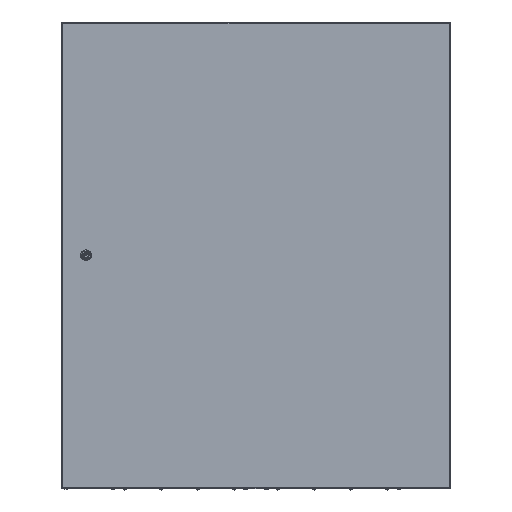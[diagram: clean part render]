
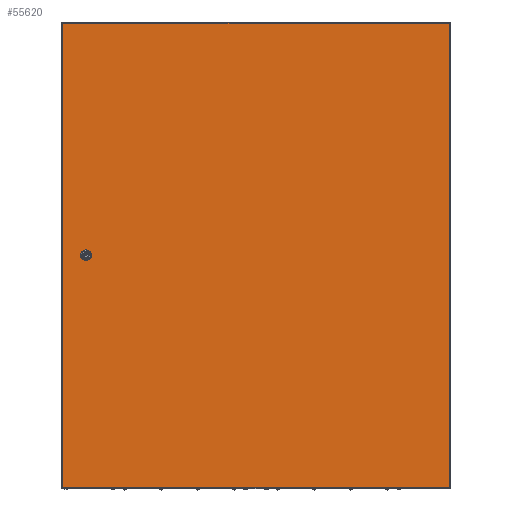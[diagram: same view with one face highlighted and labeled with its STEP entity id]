
A CAD part, top view. The second image highlights one B-rep face of the part: STEP entity #55620.
In plain terms, the highlighted planar face has unit normal (0, 0, 1).
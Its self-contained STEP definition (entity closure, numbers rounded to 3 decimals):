
#274 = CARTESIAN_POINT ( 'NONE',  ( 72.92, 605.056, 17.5 ) ) ;
#509 = LINE ( 'NONE', #14137, #27921 ) ;
#1667 = CARTESIAN_POINT ( 'NONE',  ( 52.82, 594.944, 17.5 ) ) ;
#1715 = EDGE_CURVE ( 'NONE', #46247, #70360, #509, .T. ) ;
#2799 = CARTESIAN_POINT ( 'NONE',  ( 997.37, 1197., 17.5 ) ) ;
#3022 = VERTEX_POINT ( 'NONE', #26453 ) ;
#3095 = ORIENTED_EDGE ( 'NONE', *, *, #23515, .F. ) ;
#3231 = CARTESIAN_POINT ( 'NONE',  ( 67.926, 610.05, 17.5 ) ) ;
#4931 = CIRCLE ( 'NONE', #74894, 11.25 ) ;
#6436 = CARTESIAN_POINT ( 'NONE',  ( 72.92, 594.944, 17.5 ) ) ;
#6535 = EDGE_CURVE ( 'NONE', #37015, #54085, #4931, .T. ) ;
#6788 = CARTESIAN_POINT ( 'NONE',  ( 2.87, 1197., 17.5 ) ) ;
#7567 = AXIS2_PLACEMENT_3D ( 'NONE', #12326, #48707, #31245 ) ;
#7850 = ORIENTED_EDGE ( 'NONE', *, *, #63782, .T. ) ;
#8167 = VECTOR ( 'NONE', #55156, 1000. ) ;
#8890 = EDGE_CURVE ( 'NONE', #3022, #44160, #11904, .T. ) ;
#9132 = CARTESIAN_POINT ( 'NONE',  ( 62.87, 600., 17.5 ) ) ;
#9280 = CARTESIAN_POINT ( 'NONE',  ( 62.87, 600., 17.5 ) ) ;
#9565 = VECTOR ( 'NONE', #55736, 1000. ) ;
#9838 = CARTESIAN_POINT ( 'NONE',  ( 67.926, 589.95, 17.5 ) ) ;
#10381 = ORIENTED_EDGE ( 'NONE', *, *, #1715, .F. ) ;
#11904 = LINE ( 'NONE', #63557, #60828 ) ;
#12326 = CARTESIAN_POINT ( 'NONE',  ( 0., 0., 17.5 ) ) ;
#14137 = CARTESIAN_POINT ( 'NONE',  ( 72.92, 594.944, 17.5 ) ) ;
#14287 = ORIENTED_EDGE ( 'NONE', *, *, #22593, .F. ) ;
#14965 = EDGE_CURVE ( 'NONE', #59730, #37015, #27110, .T. ) ;
#17088 = DIRECTION ( 'NONE',  ( 1., 0., 0. ) ) ;
#17598 = CIRCLE ( 'NONE', #63818, 11.25 ) ;
#18089 = PLANE ( 'NONE',  #7567 ) ;
#18948 = AXIS2_PLACEMENT_3D ( 'NONE', #37525, #49963, #62008 ) ;
#20305 = CARTESIAN_POINT ( 'NONE',  ( 52.82, 605.056, 17.5 ) ) ;
#20324 = DIRECTION ( 'NONE',  ( 0., 1., 0. ) ) ;
#20573 = ORIENTED_EDGE ( 'NONE', *, *, #77398, .T. ) ;
#22593 = EDGE_CURVE ( 'NONE', #54085, #75264, #49160, .T. ) ;
#23515 = EDGE_CURVE ( 'NONE', #69318, #46247, #63823, .T. ) ;
#25183 = ORIENTED_EDGE ( 'NONE', *, *, #49740, .F. ) ;
#26453 = CARTESIAN_POINT ( 'NONE',  ( 2.87, 1197., 17.5 ) ) ;
#27110 = LINE ( 'NONE', #46506, #29781 ) ;
#27510 = DIRECTION ( 'NONE',  ( -1., 0., 0. ) ) ;
#27921 = VECTOR ( 'NONE', #20324, 1000. ) ;
#28505 = CARTESIAN_POINT ( 'NONE',  ( 2.87, 3., 17.5 ) ) ;
#29724 = DIRECTION ( 'NONE',  ( 0., 0., 1. ) ) ;
#29781 = VECTOR ( 'NONE', #27510, 1000. ) ;
#29994 = CARTESIAN_POINT ( 'NONE',  ( 2.87, 3., 17.5 ) ) ;
#31245 = DIRECTION ( 'NONE',  ( 1., 0., 0. ) ) ;
#32626 = CARTESIAN_POINT ( 'NONE',  ( 997.37, 3., 17.5 ) ) ;
#35231 = DIRECTION ( 'NONE',  ( 1., 0., 0. ) ) ;
#35402 = VECTOR ( 'NONE', #17088, 1000. ) ;
#36656 = FACE_BOUND ( 'NONE', #53253, .T. ) ;
#37015 = VERTEX_POINT ( 'NONE', #71432 ) ;
#37525 = CARTESIAN_POINT ( 'NONE',  ( 62.87, 600., 17.5 ) ) ;
#40084 = LINE ( 'NONE', #28505, #45858 ) ;
#41021 = DIRECTION ( 'NONE',  ( 0., 0., 1. ) ) ;
#41701 = DIRECTION ( 'NONE',  ( 1., 0., 0. ) ) ;
#44160 = VERTEX_POINT ( 'NONE', #29994 ) ;
#45858 = VECTOR ( 'NONE', #64948, 1000. ) ;
#46247 = VERTEX_POINT ( 'NONE', #6436 ) ;
#46506 = CARTESIAN_POINT ( 'NONE',  ( 67.926, 610.05, 17.5 ) ) ;
#47180 = VERTEX_POINT ( 'NONE', #32626 ) ;
#48250 = CARTESIAN_POINT ( 'NONE',  ( 997.37, 1197., 17.5 ) ) ;
#48707 = DIRECTION ( 'NONE',  ( 0., 0., 1. ) ) ;
#49160 = LINE ( 'NONE', #50338, #9565 ) ;
#49380 = ORIENTED_EDGE ( 'NONE', *, *, #73258, .F. ) ;
#49476 = CARTESIAN_POINT ( 'NONE',  ( 57.814, 589.95, 17.5 ) ) ;
#49615 = ORIENTED_EDGE ( 'NONE', *, *, #14965, .F. ) ;
#49731 = EDGE_CURVE ( 'NONE', #75264, #62413, #60527, .T. ) ;
#49740 = EDGE_CURVE ( 'NONE', #62413, #69318, #72894, .T. ) ;
#49963 = DIRECTION ( 'NONE',  ( 0., 0., 1. ) ) ;
#50338 = CARTESIAN_POINT ( 'NONE',  ( 52.82, 594.944, 17.5 ) ) ;
#52814 = LINE ( 'NONE', #2799, #78840 ) ;
#53233 = ORIENTED_EDGE ( 'NONE', *, *, #6535, .F. ) ;
#53253 = EDGE_LOOP ( 'NONE', ( #49380, #10381, #3095, #25183, #56230, #14287, #53233, #49615 ) ) ;
#53768 = CARTESIAN_POINT ( 'NONE',  ( 62.87, 600., 17.5 ) ) ;
#54085 = VERTEX_POINT ( 'NONE', #20305 ) ;
#55156 = DIRECTION ( 'NONE',  ( -1., 0., 0. ) ) ;
#55620 = ADVANCED_FACE ( 'NONE', ( #36656, #74718 ), #18089, .T. ) ;
#55736 = DIRECTION ( 'NONE',  ( 0., -1., 0. ) ) ;
#56230 = ORIENTED_EDGE ( 'NONE', *, *, #49731, .F. ) ;
#59020 = DIRECTION ( 'NONE',  ( 0., 1., 0. ) ) ;
#59730 = VERTEX_POINT ( 'NONE', #3231 ) ;
#60527 = CIRCLE ( 'NONE', #71063, 11.25 ) ;
#60828 = VECTOR ( 'NONE', #68149, 1000. ) ;
#62008 = DIRECTION ( 'NONE',  ( 1., 0., 0. ) ) ;
#62413 = VERTEX_POINT ( 'NONE', #49476 ) ;
#62808 = ORIENTED_EDGE ( 'NONE', *, *, #76648, .T. ) ;
#63427 = LINE ( 'NONE', #6788, #8167 ) ;
#63557 = CARTESIAN_POINT ( 'NONE',  ( 2.87, 1197., 17.5 ) ) ;
#63782 = EDGE_CURVE ( 'NONE', #66736, #3022, #63427, .T. ) ;
#63818 = AXIS2_PLACEMENT_3D ( 'NONE', #53768, #66233, #71566 ) ;
#63823 = CIRCLE ( 'NONE', #18948, 11.25 ) ;
#64948 = DIRECTION ( 'NONE',  ( 1., 0., 0. ) ) ;
#65935 = EDGE_LOOP ( 'NONE', ( #73929, #20573, #62808, #7850 ) ) ;
#66233 = DIRECTION ( 'NONE',  ( 0., 0., 1. ) ) ;
#66736 = VERTEX_POINT ( 'NONE', #48250 ) ;
#68149 = DIRECTION ( 'NONE',  ( 0., -1., 0. ) ) ;
#69318 = VERTEX_POINT ( 'NONE', #9838 ) ;
#70360 = VERTEX_POINT ( 'NONE', #274 ) ;
#71063 = AXIS2_PLACEMENT_3D ( 'NONE', #9280, #41021, #35231 ) ;
#71432 = CARTESIAN_POINT ( 'NONE',  ( 57.814, 610.05, 17.5 ) ) ;
#71566 = DIRECTION ( 'NONE',  ( 1., 0., 0. ) ) ;
#72894 = LINE ( 'NONE', #73289, #35402 ) ;
#73258 = EDGE_CURVE ( 'NONE', #70360, #59730, #17598, .T. ) ;
#73289 = CARTESIAN_POINT ( 'NONE',  ( 67.926, 589.95, 17.5 ) ) ;
#73929 = ORIENTED_EDGE ( 'NONE', *, *, #8890, .T. ) ;
#74718 = FACE_OUTER_BOUND ( 'NONE', #65935, .T. ) ;
#74894 = AXIS2_PLACEMENT_3D ( 'NONE', #9132, #29724, #41701 ) ;
#75264 = VERTEX_POINT ( 'NONE', #1667 ) ;
#76648 = EDGE_CURVE ( 'NONE', #47180, #66736, #52814, .T. ) ;
#77398 = EDGE_CURVE ( 'NONE', #44160, #47180, #40084, .T. ) ;
#78840 = VECTOR ( 'NONE', #59020, 1000. ) ;
